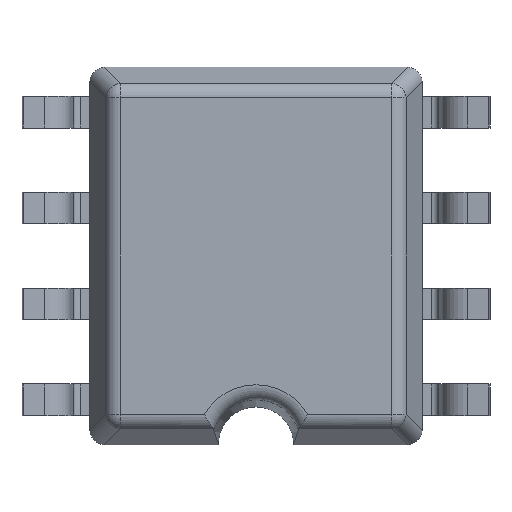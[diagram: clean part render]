
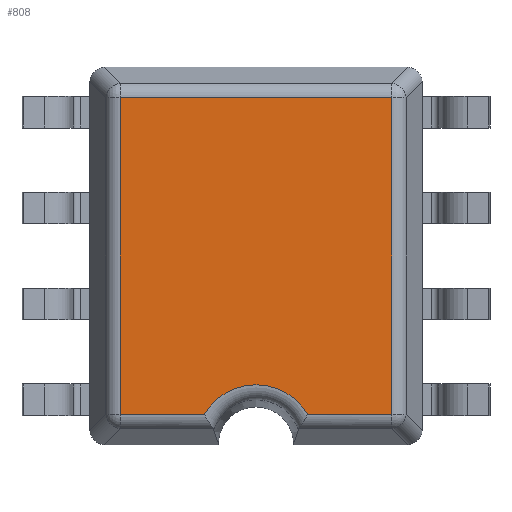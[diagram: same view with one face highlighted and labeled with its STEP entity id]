
A CAD part, front view. The second image highlights one B-rep face of the part: STEP entity #808.
In plain terms, the highlighted planar face has unit normal (0, -1, 0).
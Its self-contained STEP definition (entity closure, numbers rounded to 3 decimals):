
#98 = CARTESIAN_POINT ( 'NONE',  ( 0., 0.11, 0. ) ) ;
#221 = ORIENTED_EDGE ( 'NONE', *, *, #4069, .T. ) ;
#276 = CARTESIAN_POINT ( 'NONE',  ( -1.8, 0.11, -2.1 ) ) ;
#401 = DIRECTION ( 'NONE',  ( 0., -1., 0. ) ) ;
#424 = CARTESIAN_POINT ( 'NONE',  ( -1.8, 0.11, 2.1 ) ) ;
#454 = EDGE_CURVE ( 'NONE', #618, #3430, #1589, .T. ) ;
#618 = VERTEX_POINT ( 'NONE', #4143 ) ;
#808 = ADVANCED_FACE ( 'NONE', ( #3704 ), #3623, .T. ) ;
#847 = VERTEX_POINT ( 'NONE', #4087 ) ;
#883 = CARTESIAN_POINT ( 'NONE',  ( 1.8, 0.11, -2.1 ) ) ;
#1226 = DIRECTION ( 'NONE',  ( 0., 0., -1. ) ) ;
#1266 = EDGE_CURVE ( 'NONE', #3948, #3152, #2513, .T. ) ;
#1589 = LINE ( 'NONE', #4014, #5196 ) ;
#1614 = ORIENTED_EDGE ( 'NONE', *, *, #3912, .T. ) ;
#1776 = DIRECTION ( 'NONE',  ( 0., 1., 0. ) ) ;
#1788 = DIRECTION ( 'NONE',  ( 1., 0., 0. ) ) ;
#1905 = LINE ( 'NONE', #2607, #3749 ) ;
#1958 = CARTESIAN_POINT ( 'NONE',  ( 1.8, 0.11, 2.1 ) ) ;
#2023 = DIRECTION ( 'NONE',  ( -1., 0., 0. ) ) ;
#2164 = DIRECTION ( 'NONE',  ( 0., 0., -1. ) ) ;
#2356 = VECTOR ( 'NONE', #4973, 1000. ) ;
#2407 = LINE ( 'NONE', #2460, #2356 ) ;
#2447 = VECTOR ( 'NONE', #2023, 1000. ) ;
#2460 = CARTESIAN_POINT ( 'NONE',  ( 1.8, 0.11, 2.052 ) ) ;
#2513 = LINE ( 'NONE', #5316, #2447 ) ;
#2607 = CARTESIAN_POINT ( 'NONE',  ( -0.569, 0.11, -2.1 ) ) ;
#2865 = EDGE_CURVE ( 'NONE', #3152, #4750, #3863, .T. ) ;
#3152 = VERTEX_POINT ( 'NONE', #424 ) ;
#3195 = ORIENTED_EDGE ( 'NONE', *, *, #454, .T. ) ;
#3430 = VERTEX_POINT ( 'NONE', #883 ) ;
#3447 = CARTESIAN_POINT ( 'NONE',  ( -1.8, 0.11, -2.052 ) ) ;
#3623 = PLANE ( 'NONE',  #5124 ) ;
#3704 = FACE_OUTER_BOUND ( 'NONE', #5258, .T. ) ;
#3736 = EDGE_CURVE ( 'NONE', #847, #618, #3789, .T. ) ;
#3749 = VECTOR ( 'NONE', #1788, 1000. ) ;
#3770 = CARTESIAN_POINT ( 'NONE',  ( 0., 0.11, -2.5 ) ) ;
#3789 = CIRCLE ( 'NONE', #4620, 0.794 ) ;
#3863 = LINE ( 'NONE', #3447, #3942 ) ;
#3912 = EDGE_CURVE ( 'NONE', #3430, #3948, #2407, .T. ) ;
#3942 = VECTOR ( 'NONE', #1226, 1000. ) ;
#3948 = VERTEX_POINT ( 'NONE', #1958 ) ;
#4014 = CARTESIAN_POINT ( 'NONE',  ( 1.752, 0.11, -2.1 ) ) ;
#4069 = EDGE_CURVE ( 'NONE', #4750, #847, #1905, .T. ) ;
#4087 = CARTESIAN_POINT ( 'NONE',  ( -0.686, 0.11, -2.1 ) ) ;
#4143 = CARTESIAN_POINT ( 'NONE',  ( 0.686, 0.11, -2.1 ) ) ;
#4620 = AXIS2_PLACEMENT_3D ( 'NONE', #3770, #1776, #4729 ) ;
#4729 = DIRECTION ( 'NONE',  ( 0., 0., -1. ) ) ;
#4750 = VERTEX_POINT ( 'NONE', #276 ) ;
#4794 = ORIENTED_EDGE ( 'NONE', *, *, #2865, .T. ) ;
#4868 = ORIENTED_EDGE ( 'NONE', *, *, #1266, .T. ) ;
#4937 = ORIENTED_EDGE ( 'NONE', *, *, #3736, .T. ) ;
#4973 = DIRECTION ( 'NONE',  ( 0., 0., 1. ) ) ;
#5124 = AXIS2_PLACEMENT_3D ( 'NONE', #98, #401, #2164 ) ;
#5196 = VECTOR ( 'NONE', #5285, 1000. ) ;
#5258 = EDGE_LOOP ( 'NONE', ( #221, #4937, #3195, #1614, #4868, #4794 ) ) ;
#5285 = DIRECTION ( 'NONE',  ( 1., 0., 0. ) ) ;
#5316 = CARTESIAN_POINT ( 'NONE',  ( -1.752, 0.11, 2.1 ) ) ;
